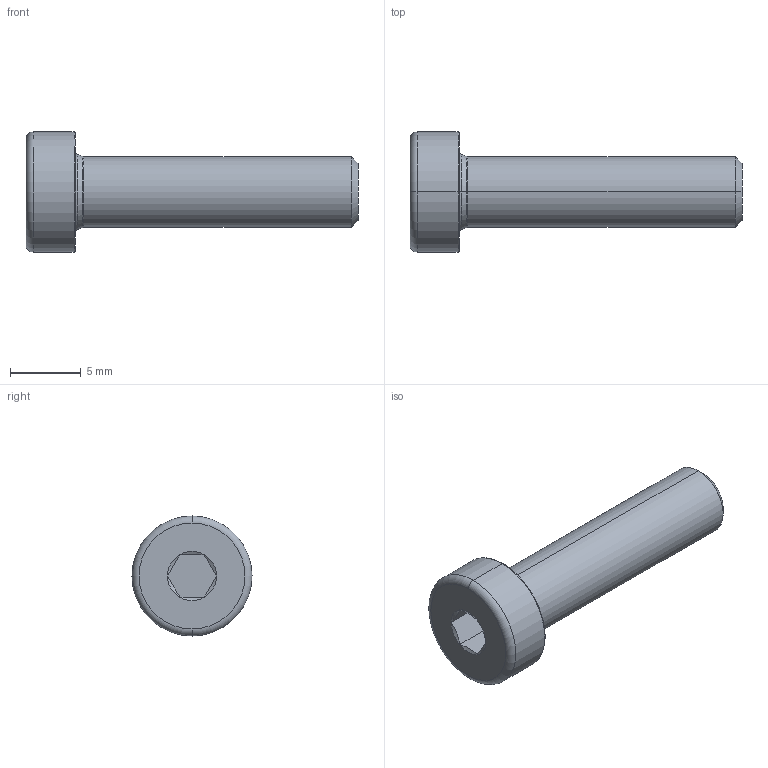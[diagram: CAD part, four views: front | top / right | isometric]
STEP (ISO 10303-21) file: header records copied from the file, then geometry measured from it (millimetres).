
FILE_DESCRIPTION(('HOOPS Exchange Step'),'2;1');
FILE_NAME('export-C585AEF0-AE26-4D73-8CFB-52876B960C5C.stp','2022-01-18T09:34:23+01:00',('Engineering'),('Alibre'),'HOOPS Exchange 2021.0','Alibre','Unknown authorisation');
FILE_SCHEMA( ('AP242_MANAGED_MODEL_BASED_3D_ENGINEERING_MIM_LF {1 0 10303 442 1 1 4 }') );
Length unit declared in the file: millimetre
Products named in the file (1): 5803 M5x20 Bolt DIN-7984 08.8
Bounding box: 23.5 x 8.5 x 8.5 mm (x, y, z)
Volume: 568 mm3; surface area: 533.6 mm2
Topology: 1 solids, 1 shells, 28 faces, 58 edges, 34 vertices
Faces by surface type: plane 10, torus 8, cone 6, cylinder 4
Entity records: 773 total; most frequent: DIRECTION 142, CARTESIAN_POINT 134, ORIENTED_EDGE 116, AXIS2_PLACEMENT_3D 60, EDGE_CURVE 58, VERTEX_POINT 34, CIRCLE 30, EDGE_LOOP 30
